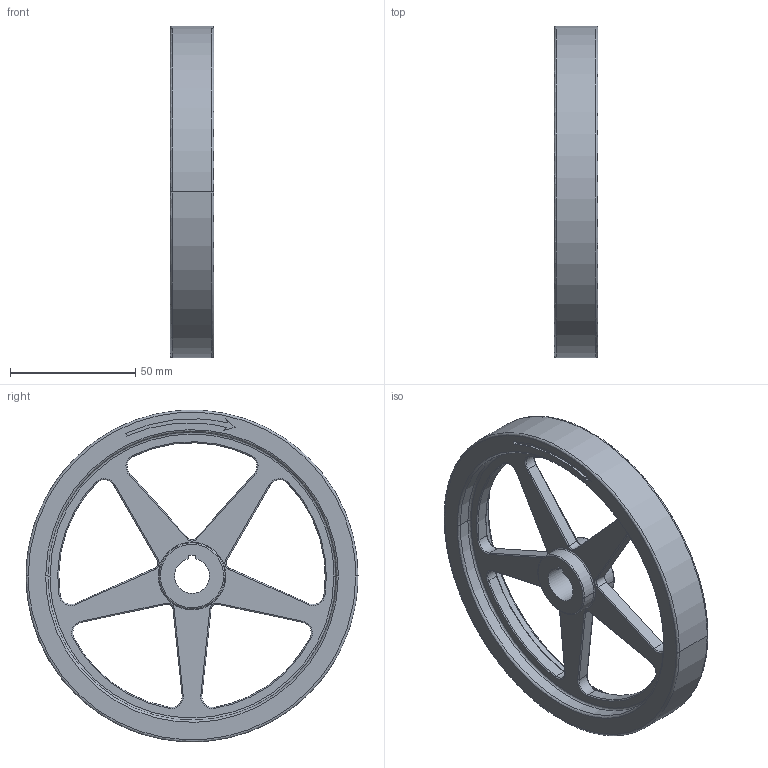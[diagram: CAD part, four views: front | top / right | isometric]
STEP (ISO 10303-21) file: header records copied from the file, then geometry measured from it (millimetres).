
FILE_DESCRIPTION(('FreeCAD Model'),'2;1');
FILE_NAME('Open CASCADE Shape Model','2025-05-03T10:12:31',('FreeCAD'),( 'FreeCAD'),'Open CASCADE STEP processor 7.6','FreeCAD','Unknown');
FILE_SCHEMA(('AUTOMOTIVE_DESIGN { 1 0 10303 214 1 1 1 1 }'));
Length unit declared in the file: millimetre
Products named in the file (1): Open CASCADE STEP translator 7.6 1
Bounding box: 17.42 x 132.41 x 132.28 mm (x, y, z)
Volume: 85609.2 mm3; surface area: 31941.7 mm2
Topology: 3 solids, 3 shells, 158 faces, 364 edges, 218 vertices
Faces by surface type: bspline 158
Entity records: 4501 total; most frequent: CARTESIAN_POINT 2453, ORIENTED_EDGE 728, EDGE_CURVE 364, VERTEX_POINT 218, FACE_BOUND 176, EDGE_LOOP 176, B_SPLINE_CURVE_WITH_KNOTS 160, ADVANCED_FACE 158
